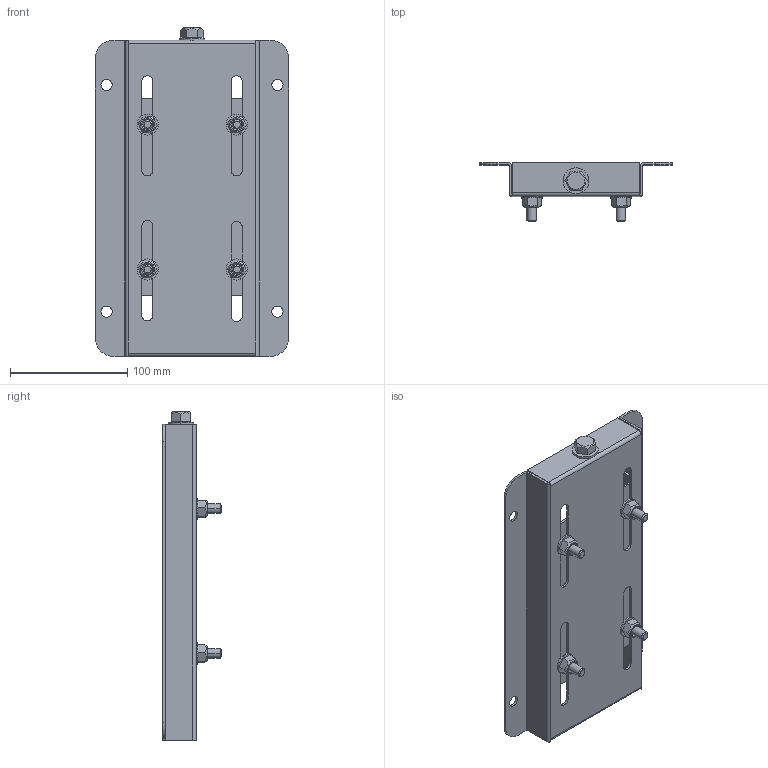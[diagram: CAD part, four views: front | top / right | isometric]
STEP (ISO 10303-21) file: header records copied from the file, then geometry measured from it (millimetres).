
FILE_DESCRIPTION (( 'STEP AP214' ), '1' );
FILE_NAME ('W56.STEP', '2021-05-04T20:06:11', ( '' ), ( '' ), 'SwSTEP 2.0', 'SolidWorks 2017', '' );
FILE_SCHEMA (( 'AUTOMOTIVE_DESIGN' ));
Length unit declared in the file: inch
Products named in the file (1): W56
Bounding box: 165.1 x 50.02 x 280.61 mm (x, y, z)
Volume: 189856.7 mm3; surface area: 188360.5 mm2
Topology: 19 solids, 19 shells, 322 faces, 799 edges, 520 vertices
Faces by surface type: plane 165, cylinder 103, cone 54
Entity records: 14679 total; most frequent: CARTESIAN_POINT 2390, DIRECTION 1637, ORIENTED_EDGE 1598, EDGE_CURVE 799, AXIS2_PLACEMENT_3D 595, VERTEX_POINT 520, LINE 447, VECTOR 447
